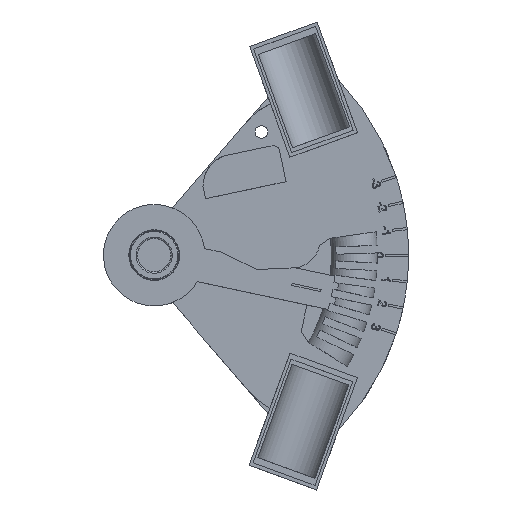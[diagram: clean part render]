
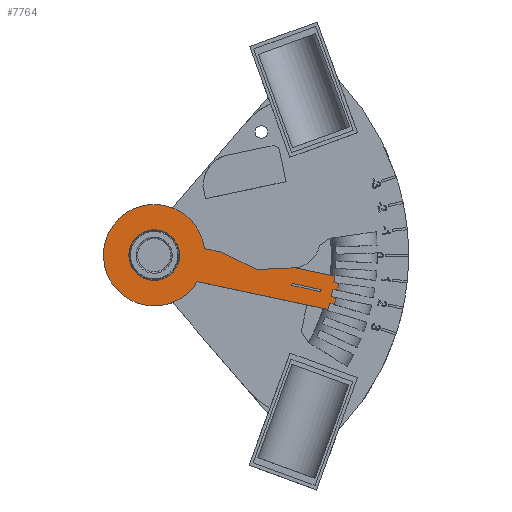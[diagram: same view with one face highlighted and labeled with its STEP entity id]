
A CAD part, top view. The second image highlights one B-rep face of the part: STEP entity #7764.
In plain terms, the highlighted planar face has unit normal (0, 0, 1).
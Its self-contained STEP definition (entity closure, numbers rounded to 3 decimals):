
#550=FACE_BOUND('',#1440,.T.);
#551=FACE_BOUND('',#1441,.T.);
#602=PLANE('',#8400);
#968=FACE_OUTER_BOUND('',#1439,.T.);
#1439=EDGE_LOOP('',(#5634,#5635,#5636,#5637,#5638,#5639,#5640,#5641,#5642,
#5643,#5644,#5645,#5646,#5647,#5648,#5649,#5650));
#1440=EDGE_LOOP('',(#5651));
#1441=EDGE_LOOP('',(#5652,#5653,#5654,#5655));
#1873=LINE('',#10843,#2516);
#1877=LINE('',#10851,#2520);
#1878=LINE('',#10853,#2521);
#1879=LINE('',#10855,#2522);
#1880=LINE('',#10859,#2523);
#1881=LINE('',#10861,#2524);
#1882=LINE('',#10863,#2525);
#1883=LINE('',#10865,#2526);
#1884=LINE('',#10867,#2527);
#1885=LINE('',#10869,#2528);
#1886=LINE('',#10871,#2529);
#1887=LINE('',#10873,#2530);
#1888=LINE('',#10875,#2531);
#1889=LINE('',#10877,#2532);
#1890=LINE('',#10879,#2533);
#1891=LINE('',#10880,#2534);
#1892=LINE('',#10885,#2535);
#1893=LINE('',#10887,#2536);
#1894=LINE('',#10889,#2537);
#1895=LINE('',#10890,#2538);
#2516=VECTOR('',#9226,10.);
#2520=VECTOR('',#9232,10.);
#2521=VECTOR('',#9233,10.);
#2522=VECTOR('',#9234,10.);
#2523=VECTOR('',#9237,10.);
#2524=VECTOR('',#9238,10.);
#2525=VECTOR('',#9239,10.);
#2526=VECTOR('',#9240,10.);
#2527=VECTOR('',#9241,10.);
#2528=VECTOR('',#9242,10.);
#2529=VECTOR('',#9243,10.);
#2530=VECTOR('',#9244,10.);
#2531=VECTOR('',#9245,10.);
#2532=VECTOR('',#9246,10.);
#2533=VECTOR('',#9247,10.);
#2534=VECTOR('',#9248,10.);
#2535=VECTOR('',#9251,10.);
#2536=VECTOR('',#9252,10.);
#2537=VECTOR('',#9253,10.);
#2538=VECTOR('',#9254,10.);
#3244=CIRCLE('',#8401,12.);
#3245=CIRCLE('',#8402,6.);
#3426=VERTEX_POINT('',#10841);
#3427=VERTEX_POINT('',#10842);
#3430=VERTEX_POINT('',#10850);
#3431=VERTEX_POINT('',#10852);
#3432=VERTEX_POINT('',#10854);
#3433=VERTEX_POINT('',#10856);
#3434=VERTEX_POINT('',#10858);
#3435=VERTEX_POINT('',#10860);
#3436=VERTEX_POINT('',#10862);
#3437=VERTEX_POINT('',#10864);
#3438=VERTEX_POINT('',#10866);
#3439=VERTEX_POINT('',#10868);
#3440=VERTEX_POINT('',#10870);
#3441=VERTEX_POINT('',#10872);
#3442=VERTEX_POINT('',#10874);
#3443=VERTEX_POINT('',#10876);
#3444=VERTEX_POINT('',#10878);
#3445=VERTEX_POINT('',#10881);
#3446=VERTEX_POINT('',#10883);
#3447=VERTEX_POINT('',#10884);
#3448=VERTEX_POINT('',#10886);
#3449=VERTEX_POINT('',#10888);
#4279=EDGE_CURVE('',#3426,#3427,#1873,.T.);
#4283=EDGE_CURVE('',#3427,#3430,#1877,.T.);
#4284=EDGE_CURVE('',#3430,#3431,#1878,.T.);
#4285=EDGE_CURVE('',#3431,#3432,#1879,.T.);
#4286=EDGE_CURVE('',#3432,#3433,#3244,.T.);
#4287=EDGE_CURVE('',#3433,#3434,#1880,.T.);
#4288=EDGE_CURVE('',#3434,#3435,#1881,.T.);
#4289=EDGE_CURVE('',#3435,#3436,#1882,.T.);
#4290=EDGE_CURVE('',#3436,#3437,#1883,.T.);
#4291=EDGE_CURVE('',#3437,#3438,#1884,.T.);
#4292=EDGE_CURVE('',#3438,#3439,#1885,.T.);
#4293=EDGE_CURVE('',#3439,#3440,#1886,.T.);
#4294=EDGE_CURVE('',#3440,#3441,#1887,.T.);
#4295=EDGE_CURVE('',#3441,#3442,#1888,.T.);
#4296=EDGE_CURVE('',#3442,#3443,#1889,.T.);
#4297=EDGE_CURVE('',#3444,#3443,#1890,.T.);
#4298=EDGE_CURVE('',#3444,#3426,#1891,.T.);
#4299=EDGE_CURVE('',#3445,#3445,#3245,.T.);
#4300=EDGE_CURVE('',#3446,#3447,#1892,.T.);
#4301=EDGE_CURVE('',#3447,#3448,#1893,.T.);
#4302=EDGE_CURVE('',#3448,#3449,#1894,.T.);
#4303=EDGE_CURVE('',#3449,#3446,#1895,.T.);
#5634=ORIENTED_EDGE('',*,*,#4279,.T.);
#5635=ORIENTED_EDGE('',*,*,#4283,.T.);
#5636=ORIENTED_EDGE('',*,*,#4284,.T.);
#5637=ORIENTED_EDGE('',*,*,#4285,.T.);
#5638=ORIENTED_EDGE('',*,*,#4286,.T.);
#5639=ORIENTED_EDGE('',*,*,#4287,.T.);
#5640=ORIENTED_EDGE('',*,*,#4288,.T.);
#5641=ORIENTED_EDGE('',*,*,#4289,.T.);
#5642=ORIENTED_EDGE('',*,*,#4290,.T.);
#5643=ORIENTED_EDGE('',*,*,#4291,.T.);
#5644=ORIENTED_EDGE('',*,*,#4292,.T.);
#5645=ORIENTED_EDGE('',*,*,#4293,.T.);
#5646=ORIENTED_EDGE('',*,*,#4294,.T.);
#5647=ORIENTED_EDGE('',*,*,#4295,.T.);
#5648=ORIENTED_EDGE('',*,*,#4296,.T.);
#5649=ORIENTED_EDGE('',*,*,#4297,.F.);
#5650=ORIENTED_EDGE('',*,*,#4298,.T.);
#5651=ORIENTED_EDGE('',*,*,#4299,.T.);
#5652=ORIENTED_EDGE('',*,*,#4300,.T.);
#5653=ORIENTED_EDGE('',*,*,#4301,.T.);
#5654=ORIENTED_EDGE('',*,*,#4302,.T.);
#5655=ORIENTED_EDGE('',*,*,#4303,.T.);
#7764=ADVANCED_FACE('',(#968,#550,#551),#602,.T.);
#8400=AXIS2_PLACEMENT_3D('',#10849,#9230,#9231);
#8401=AXIS2_PLACEMENT_3D('',#10857,#9235,#9236);
#8402=AXIS2_PLACEMENT_3D('',#10882,#9249,#9250);
#9226=DIRECTION('',(-1.,0.,0.));
#9230=DIRECTION('center_axis',(0.,0.,
1.));
#9231=DIRECTION('ref_axis',(1.,0.,0.));
#9232=DIRECTION('',(-0.968,-0.25,0.));
#9233=DIRECTION('',(-0.968,0.25,0.));
#9234=DIRECTION('',(-1.,0.,0.));
#9235=DIRECTION('center_axis',(0.,0.,
1.));
#9236=DIRECTION('ref_axis',(0.94,0.342,0.));
#9237=DIRECTION('',(1.,0.,0.));
#9238=DIRECTION('',(0.078,0.997,0.));
#9239=DIRECTION('',(0.997,-0.078,0.));
#9240=DIRECTION('',(0.,1.,0.));
#9241=DIRECTION('',(-1.,0.,0.));
#9242=DIRECTION('',(0.,1.,0.));
#9243=DIRECTION('',(1.,0.,0.));
#9244=DIRECTION('',(0.,1.,0.));
#9245=DIRECTION('',(-0.997,-0.078,0.));
#9246=DIRECTION('',(-0.078,0.997,0.));
#9247=DIRECTION('',(1.,0.,0.));
#9248=DIRECTION('',(-1.,0.,0.));
#9249=DIRECTION('center_axis',(0.,0.,
-1.));
#9250=DIRECTION('ref_axis',(-0.94,-0.342,0.));
#9251=DIRECTION('',(-1.,0.,0.));
#9252=DIRECTION('',(0.,1.,0.));
#9253=DIRECTION('',(1.,0.,0.));
#9254=DIRECTION('',(0.,-1.,0.));
#10841=CARTESIAN_POINT('',(39.761,4.,16.5));
#10842=CARTESIAN_POINT('',(33.23,4.,16.5));
#10843=CARTESIAN_POINT('',(30.384,4.,16.5));
#10849=CARTESIAN_POINT('Origin',(21.007,0.,
16.5));
#10850=CARTESIAN_POINT('',(24.33,1.7,16.5));
#10851=CARTESIAN_POINT('',(27.017,2.394,16.5));
#10852=CARTESIAN_POINT('',(15.43,4.,16.5));
#10853=CARTESIAN_POINT('',(21.431,2.449,16.5));
#10854=CARTESIAN_POINT('',(11.321,4.,16.5));
#10855=CARTESIAN_POINT('',(46.007,4.,16.5));
#10856=CARTESIAN_POINT('',(11.321,-4.,16.5));
#10857=CARTESIAN_POINT('Origin',(0.007,0.,
16.5));
#10858=CARTESIAN_POINT('',(42.825,-4.,16.5));
#10859=CARTESIAN_POINT('',(42.183,-4.,16.5));
#10860=CARTESIAN_POINT('',(42.945,-2.477,16.5));
#10861=CARTESIAN_POINT('',(42.974,-2.104,16.5));
#10862=CARTESIAN_POINT('',(44.13,-2.57,16.5));
#10863=CARTESIAN_POINT('',(37.233,-2.027,16.5));
#10864=CARTESIAN_POINT('',(44.13,-0.9,16.5));
#10865=CARTESIAN_POINT('',(44.13,-4.,16.5));
#10866=CARTESIAN_POINT('',(43.007,-0.9,16.5));
#10867=CARTESIAN_POINT('',(32.007,-0.9,16.5));
#10868=CARTESIAN_POINT('',(43.007,0.9,16.5));
#10869=CARTESIAN_POINT('',(43.007,0.45,16.5));
#10870=CARTESIAN_POINT('',(44.13,0.9,16.5));
#10871=CARTESIAN_POINT('',(37.286,0.9,16.5));
#10872=CARTESIAN_POINT('',(44.13,2.57,16.5));
#10873=CARTESIAN_POINT('',(44.13,-4.,16.5));
#10874=CARTESIAN_POINT('',(42.945,2.476,16.5));
#10875=CARTESIAN_POINT('',(31.947,1.611,16.5));
#10876=CARTESIAN_POINT('',(42.825,4.,16.5));
#10877=CARTESIAN_POINT('',(42.904,3.001,16.5));
#10878=CARTESIAN_POINT('',(42.183,4.,16.5));
#10879=CARTESIAN_POINT('',(42.183,4.,16.5));
#10880=CARTESIAN_POINT('',(46.007,4.,16.5));
#10881=CARTESIAN_POINT('',(5.645,2.052,16.5));
#10882=CARTESIAN_POINT('Origin',(0.007,0.,
16.5));
#10883=CARTESIAN_POINT('',(40.306,-0.25,16.5));
#10884=CARTESIAN_POINT('',(33.306,-0.25,16.5));
#10885=CARTESIAN_POINT('',(30.657,-0.25,16.5));
#10886=CARTESIAN_POINT('',(33.306,0.25,16.5));
#10887=CARTESIAN_POINT('',(33.306,-0.125,16.5));
#10888=CARTESIAN_POINT('',(40.306,0.25,16.5));
#10889=CARTESIAN_POINT('',(27.157,0.25,16.5));
#10890=CARTESIAN_POINT('',(40.306,0.125,16.5));
